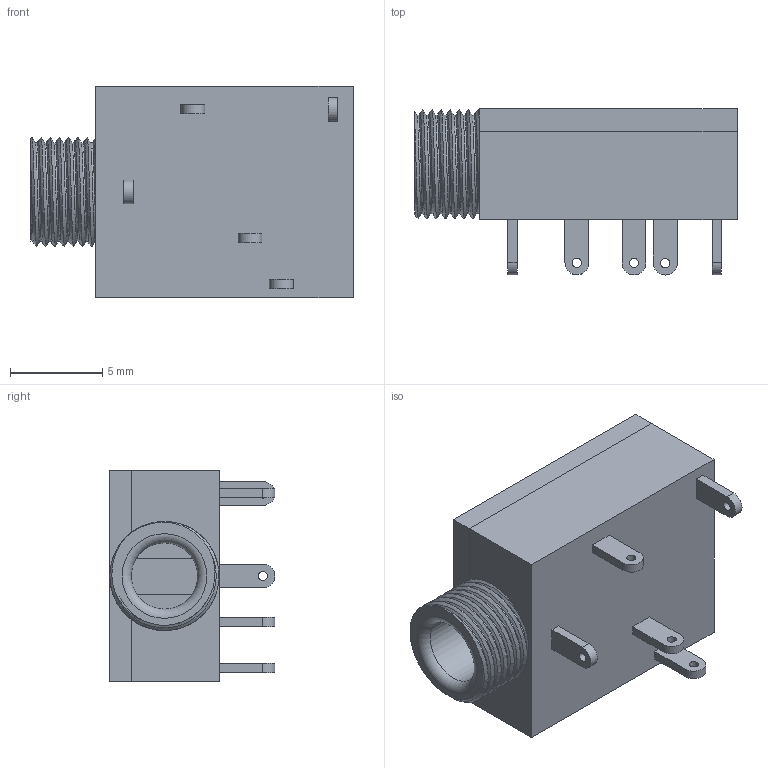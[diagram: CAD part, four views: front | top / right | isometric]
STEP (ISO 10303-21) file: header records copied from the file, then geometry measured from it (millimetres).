
FILE_DESCRIPTION(/* description */ (''),/* implementation_level */ '2;1');
FILE_NAME(/* name */ '8a9a2fff-6a6d-4b34-86ae-752f13099b3d.stp',/* time_stamp */ '2017-07-25T13:31:14+00:00',/* author */ (''),/* organization */ (''),/* preprocessor_version */ 'ST-DEVELOPER v16.13',/* originating_system */ 'Autodesk Translation Framework v6.1.1.50',/* authorisation */ '');
FILE_SCHEMA (('AUTOMOTIVE_DESIGN { 1 0 10303 214 3 1 1 }'));
Length unit declared in the file: millimetre
Products named in the file (2): AudioJack v5; Component1
Assembly tree (1 placements, depth 2):
  AudioJack v5
    Component1
Bounding box: 17.5 x 9 x 11.5 mm (x, y, z)
Volume: 639.6 mm3; surface area: 1343.3 mm2
Topology: 9 solids, 9 shells, 68 faces, 147 edges, 96 vertices
Faces by surface type: plane 51, cylinder 13, bspline 3, torus 1
Full cylindrical faces by diameter (mm): 0.5 x5, 3.6 x2
Entity records: 3255 total; most frequent: CARTESIAN_POINT 1710, DIRECTION 294, ORIENTED_EDGE 282, EDGE_CURVE 140, LINE 102, VECTOR 102, VERTEX_POINT 96, AXIS2_PLACEMENT_3D 96
